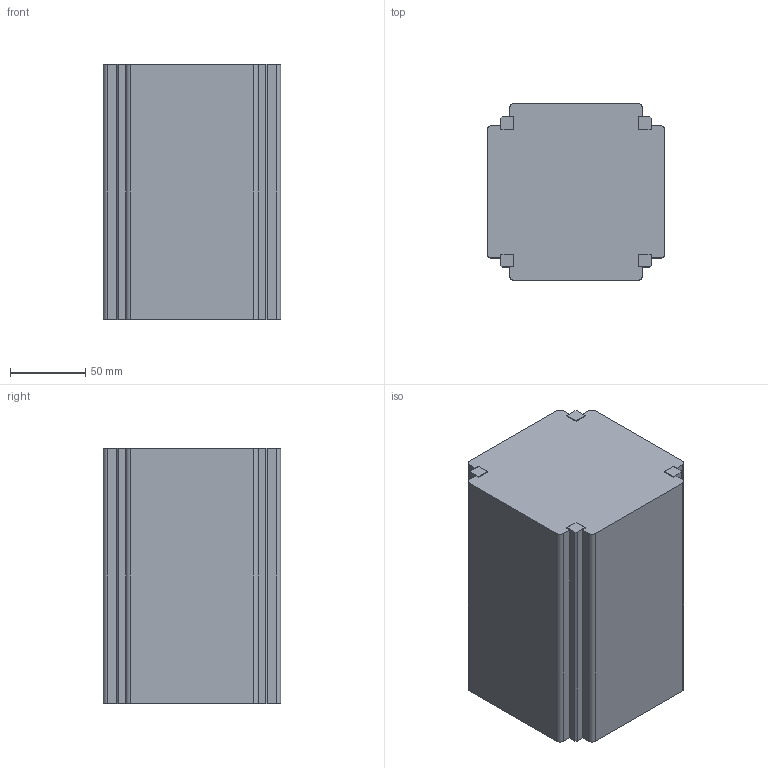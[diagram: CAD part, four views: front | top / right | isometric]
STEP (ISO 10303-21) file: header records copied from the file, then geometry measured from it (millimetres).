
FILE_DESCRIPTION((''),'2;1');
FILE_NAME('','2014-09-23T',(''),(''),'PRO/ENGINEER BY PARAMETRIC TECHNOLOGY CORPORATION, 2003250','PRO/ENGINEER BY PARAMETRIC TECHNOLOGY CORPORATION, 2003250','');
FILE_SCHEMA(('CONFIG_CONTROL_DESIGN'));
Length unit declared in the file: millimetre
Bounding box: 118 x 118 x 170.25 mm (x, y, z)
Volume: 2226017.4 mm3; surface area: 104180.8 mm2
Topology: 1 solids, 1 shells, 58 faces, 168 edges, 112 vertices
Faces by surface type: plane 50, cylinder 8
Entity records: 1926 total; most frequent: CARTESIAN_POINT 338, ORIENTED_EDGE 336, DIRECTION 300, EDGE_CURVE 168, VECTOR 152, LINE 152, VERTEX_POINT 112, AXIS2_PLACEMENT_3D 74
